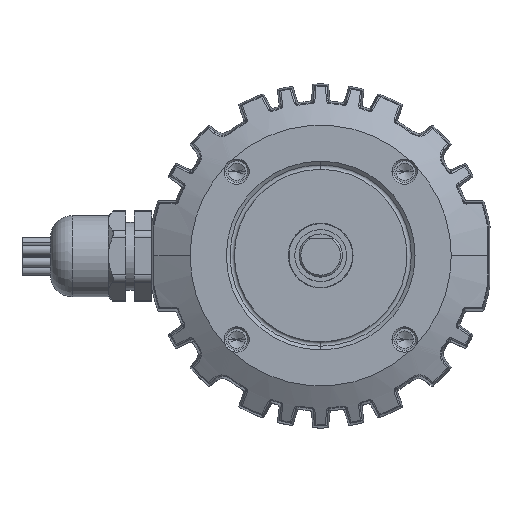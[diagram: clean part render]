
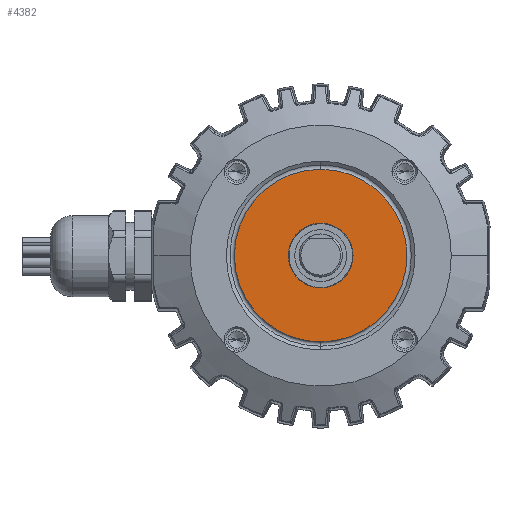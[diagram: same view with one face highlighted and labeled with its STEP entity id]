
A CAD part, top view. The second image highlights one B-rep face of the part: STEP entity #4382.
In plain terms, the highlighted planar face has unit normal (0, 0, 1).
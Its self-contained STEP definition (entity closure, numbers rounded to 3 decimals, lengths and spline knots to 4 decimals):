
#894 = EDGE_LOOP ( 'NONE', ( #5378, #5379 ) ) ;
#4382 = ADVANCED_FACE ( 'NONE', ( #19107, #19112 ), #18845, .T. ) ;
#5376 = ORIENTED_EDGE ( 'NONE', *, *, #40468, .F. ) ;
#5377 = ORIENTED_EDGE ( 'NONE', *, *, #40003, .F. ) ;
#5378 = ORIENTED_EDGE ( 'NONE', *, *, #39920, .T. ) ;
#5379 = ORIENTED_EDGE ( 'NONE', *, *, #40001, .T. ) ;
#7326 = VERTEX_POINT ( 'NONE', #37712 ) ;
#7380 = VERTEX_POINT ( 'NONE', #37748 ) ;
#7512 = VERTEX_POINT ( 'NONE', #37830 ) ;
#7518 = VERTEX_POINT ( 'NONE', #37834 ) ;
#18359 = AXIS2_PLACEMENT_3D ( 'NONE', #18839, #18847, #18848 ) ;
#18839 = CARTESIAN_POINT ( 'NONE',  ( 0., 0., 1.433 ) ) ;
#18845 = PLANE ( 'NONE',  #18359 ) ;
#18847 = DIRECTION ( 'NONE',  ( 0., 0., 1. ) ) ;
#18848 = DIRECTION ( 'NONE',  ( 1., 0., 0. ) ) ;
#19107 = FACE_OUTER_BOUND ( 'NONE', #36074, .T. ) ;
#19112 = FACE_BOUND ( 'NONE', #894, .T. ) ;
#25262 = AXIS2_PLACEMENT_3D ( 'NONE', #48654, #48655, #48656 ) ;
#25350 = AXIS2_PLACEMENT_3D ( 'NONE', #48930, #48931, #48932 ) ;
#25353 = AXIS2_PLACEMENT_3D ( 'NONE', #48936, #48937, #48938 ) ;
#25396 = AXIS2_PLACEMENT_3D ( 'NONE', #49173, #49174, #49175 ) ;
#36074 = EDGE_LOOP ( 'NONE', ( #5376, #5377 ) ) ;
#37712 = CARTESIAN_POINT ( 'NONE',  ( 0., 0.9992, 1.433 ) ) ;
#37748 = CARTESIAN_POINT ( 'NONE',  ( 0., -0.9992, 1.433 ) ) ;
#37830 = CARTESIAN_POINT ( 'NONE',  ( 0., 0.375, 1.433 ) ) ;
#37834 = CARTESIAN_POINT ( 'NONE',  ( 0., -0.375, 1.433 ) ) ;
#39920 = EDGE_CURVE ( 'NONE', #7512, #7518, #45006, .T. ) ;
#40001 = EDGE_CURVE ( 'NONE', #7518, #7512, #45072, .T. ) ;
#40003 = EDGE_CURVE ( 'NONE', #7380, #7326, #45070, .T. ) ;
#40468 = EDGE_CURVE ( 'NONE', #7326, #7380, #45121, .T. ) ;
#45006 = CIRCLE ( 'NONE', #25262, 0.375 ) ;
#45070 = CIRCLE ( 'NONE', #25353, 0.9992 ) ;
#45072 = CIRCLE ( 'NONE', #25350, 0.375 ) ;
#45121 = CIRCLE ( 'NONE', #25396, 0.9992 ) ;
#48654 = CARTESIAN_POINT ( 'NONE',  ( 0., 0., 1.433 ) ) ;
#48655 = DIRECTION ( 'NONE',  ( 0., 0., -1. ) ) ;
#48656 = DIRECTION ( 'NONE',  ( 0., 1., 0. ) ) ;
#48930 = CARTESIAN_POINT ( 'NONE',  ( 0., 0., 1.433 ) ) ;
#48931 = DIRECTION ( 'NONE',  ( 0., 0., -1. ) ) ;
#48932 = DIRECTION ( 'NONE',  ( 0., 1., 0. ) ) ;
#48936 = CARTESIAN_POINT ( 'NONE',  ( 0., 0., 1.433 ) ) ;
#48937 = DIRECTION ( 'NONE',  ( 0., 0., -1. ) ) ;
#48938 = DIRECTION ( 'NONE',  ( 0., 1., 0. ) ) ;
#49173 = CARTESIAN_POINT ( 'NONE',  ( 0., 0., 1.433 ) ) ;
#49174 = DIRECTION ( 'NONE',  ( 0., 0., -1. ) ) ;
#49175 = DIRECTION ( 'NONE',  ( 0., 1., 0. ) ) ;
